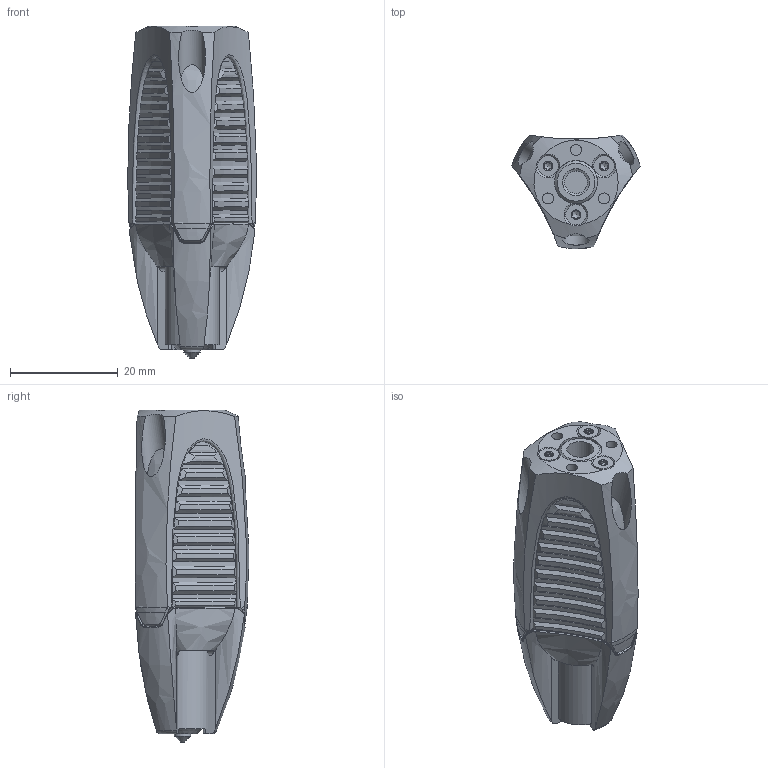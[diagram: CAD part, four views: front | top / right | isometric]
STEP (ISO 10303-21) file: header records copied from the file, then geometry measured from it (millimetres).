
FILE_DESCRIPTION(/* description */ ('STEP AP242','CAx-IF Rec.Pracs.---Representation and Presentation of Product Manufacturing Information (PMI)---4.0---2014-10-13','CAx-IF Rec.Pracs.---3D Tessellated Geometry---0.4---2014-09-14','2;1'),/* implementation_level */ '2;1');
FILE_NAME(/* name */ '641b19faa384711e6124a261',/* time_stamp */ '2023-03-22T15:08:43+00:00',/* author */ (''),/* organization */ (''),/* preprocessor_version */ 'ST-DEVELOPER v18.102',/* originating_system */ ' ',/* authorisation */ ' ');
FILE_SCHEMA (('AP242_MANAGED_MODEL_BASED_3D_ENGINEERING_MIM_LF { 1 0 10303 442 1 1 4 }'));
Length unit declared in the file: metre
Products named in the file (1): INo Trident Mockup
Bounding box: 23.82 x 21.09 x 61.5 mm (x, y, z)
Volume: 14266.7 mm3; surface area: 5842.1 mm2
Topology: 1 solids, 5 shells, 426 faces, 1190 edges, 761 vertices
Faces by surface type: cylinder 171, cone 99, bspline 90, plane 60, torus 6
Full cylindrical faces by diameter (mm): 2.05 x5, 3 x1, 3.8 x3, 4.2 x1, 5 x4, 8 x2
Entity records: 15897 total; most frequent: CARTESIAN_POINT 6636, ORIENTED_EDGE 2244, DIRECTION 1466, EDGE_CURVE 1122, VERTEX_POINT 744, AXIS2_PLACEMENT_3D 667, B_SPLINE_CURVE_WITH_KNOTS 660, FACE_BOUND 466
